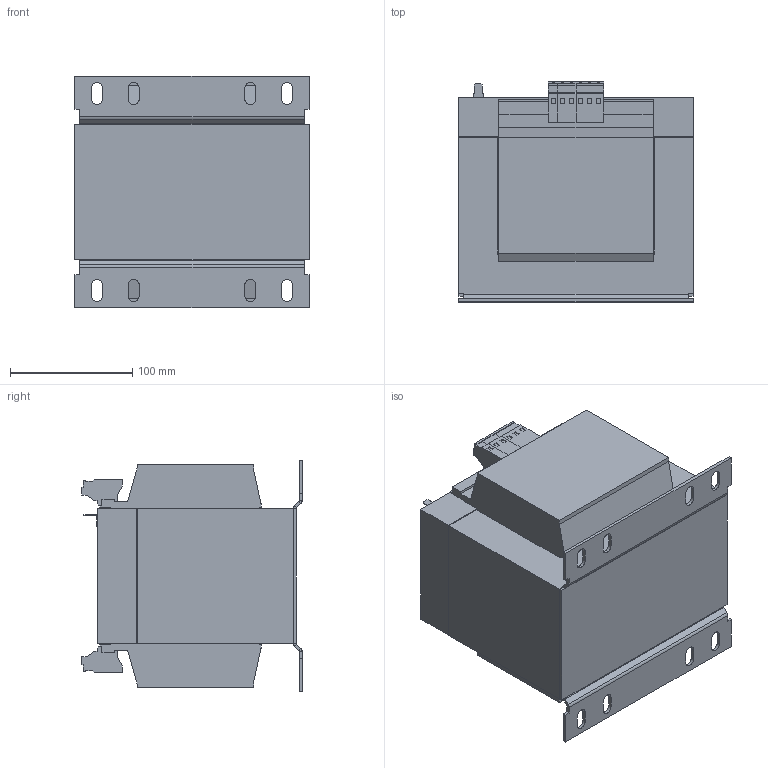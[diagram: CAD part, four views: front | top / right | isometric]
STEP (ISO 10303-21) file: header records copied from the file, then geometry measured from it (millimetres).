
FILE_DESCRIPTION (( 'STEP AP214' ), '1' );
FILE_NAME ('267273.STEP', '2020-07-16T10:44:01', ( '' ), ( '' ), 'SwSTEP 2.0', 'SolidWorks 2018', '' );
FILE_SCHEMA (( 'AUTOMOTIVE_DESIGN' ));
Length unit declared in the file: millimetre
Products named in the file (1): 267273
Bounding box: 192 x 180.3 x 189 mm (x, y, z)
Volume: 4452949.5 mm3; surface area: 283915.5 mm2
Topology: 1 solids, 1 shells, 349 faces, 887 edges, 558 vertices
Faces by surface type: plane 297, cylinder 52
Entity records: 10339 total; most frequent: CARTESIAN_POINT 1795, ORIENTED_EDGE 1774, DIRECTION 1691, EDGE_CURVE 887, VECTOR 783, LINE 783, VERTEX_POINT 558, AXIS2_PLACEMENT_3D 454
